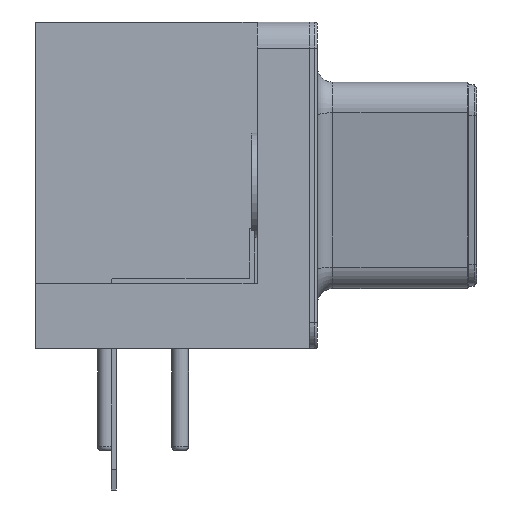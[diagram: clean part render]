
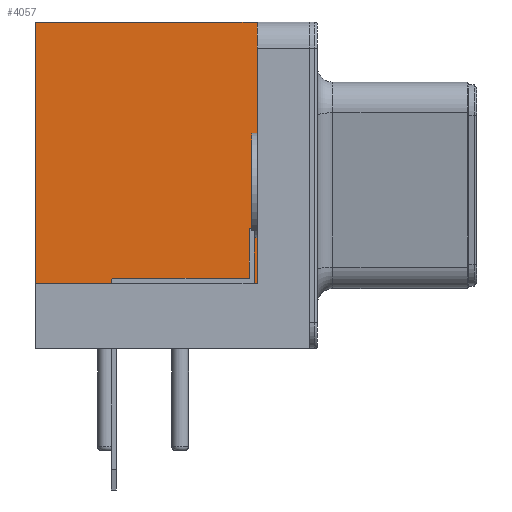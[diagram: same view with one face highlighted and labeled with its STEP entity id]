
A CAD part, left-side view. The second image highlights one B-rep face of the part: STEP entity #4057.
In plain terms, the highlighted planar face has unit normal (-1, 0, 0).
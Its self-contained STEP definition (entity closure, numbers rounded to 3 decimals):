
#3421 = VERTEX_POINT('',#3422);
#3422 = CARTESIAN_POINT('',(-23.795,2.7,12.5));
#3428 = EDGE_CURVE('',#3429,#3421,#3431,.T.);
#3429 = VERTEX_POINT('',#3430);
#3430 = CARTESIAN_POINT('',(-23.795,-5.78,12.5));
#3431 = LINE('',#3432,#3433);
#3432 = CARTESIAN_POINT('',(-23.795,-6.78,12.5));
#3433 = VECTOR('',#3434,1.);
#3434 = DIRECTION('',(0.,1.,0.));
#3967 = VERTEX_POINT('',#3968);
#3968 = CARTESIAN_POINT('',(-23.795,-5.78,2.5));
#3974 = EDGE_CURVE('',#3967,#3429,#3975,.T.);
#3975 = LINE('',#3976,#3977);
#3976 = CARTESIAN_POINT('',(-23.795,-5.78,2.5));
#3977 = VECTOR('',#3978,1.);
#3978 = DIRECTION('',(0.,0.,1.));
#4057 = ADVANCED_FACE('',(#4058),#4076,.F.);
#4058 = FACE_BOUND('',#4059,.F.);
#4059 = EDGE_LOOP('',(#4060,#4061,#4069,#4075));
#4060 = ORIENTED_EDGE('',*,*,#3974,.F.);
#4061 = ORIENTED_EDGE('',*,*,#4062,.T.);
#4062 = EDGE_CURVE('',#3967,#4063,#4065,.T.);
#4063 = VERTEX_POINT('',#4064);
#4064 = CARTESIAN_POINT('',(-23.795,2.7,2.5));
#4065 = LINE('',#4066,#4067);
#4066 = CARTESIAN_POINT('',(-23.795,-5.78,2.5));
#4067 = VECTOR('',#4068,1.);
#4068 = DIRECTION('',(0.,1.,0.));
#4069 = ORIENTED_EDGE('',*,*,#4070,.T.);
#4070 = EDGE_CURVE('',#4063,#3421,#4071,.T.);
#4071 = LINE('',#4072,#4073);
#4072 = CARTESIAN_POINT('',(-23.795,2.7,4.375));
#4073 = VECTOR('',#4074,1.);
#4074 = DIRECTION('',(0.,0.,1.));
#4075 = ORIENTED_EDGE('',*,*,#3428,.F.);
#4076 = PLANE('',#4077);
#4077 = AXIS2_PLACEMENT_3D('',#4078,#4079,#4080);
#4078 = CARTESIAN_POINT('',(-23.795,-5.78,2.5));
#4079 = DIRECTION('',(1.,0.,0.));
#4080 = DIRECTION('',(0.,0.,1.));
